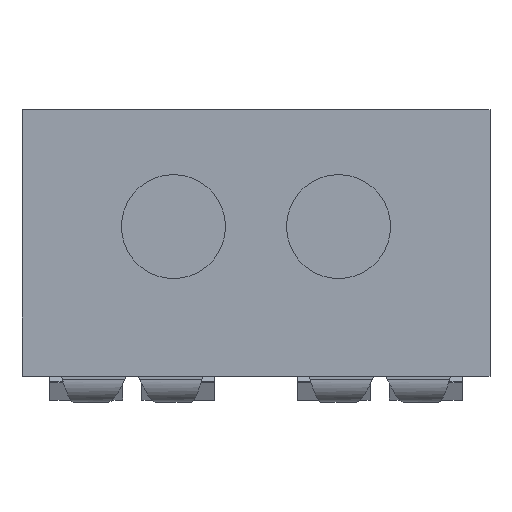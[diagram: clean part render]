
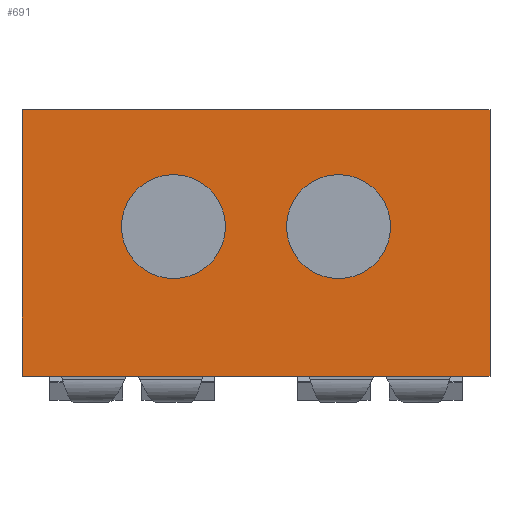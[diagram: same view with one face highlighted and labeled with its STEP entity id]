
A CAD part, top view. The second image highlights one B-rep face of the part: STEP entity #691.
In plain terms, the highlighted planar face has unit normal (0, 0, 1).
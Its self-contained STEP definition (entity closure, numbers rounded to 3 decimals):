
#63 = AXIS2_PLACEMENT_3D ( 'NONE', #1655, #1654, #1652 ) ;
#157 = VECTOR ( 'NONE', #2901, 1000. ) ;
#198 = CIRCLE ( 'NONE', #199, 0.8 ) ;
#199 = AXIS2_PLACEMENT_3D ( 'NONE', #2589, #2588, #2587 ) ;
#234 = VECTOR ( 'NONE', #2416, 1000. ) ;
#235 = CIRCLE ( 'NONE', #237, 0.8 ) ;
#237 = AXIS2_PLACEMENT_3D ( 'NONE', #2446, #2445, #2444 ) ;
#249 = CIRCLE ( 'NONE', #251, 0.8 ) ;
#251 = AXIS2_PLACEMENT_3D ( 'NONE', #2401, #2400, #2398 ) ;
#257 = VECTOR ( 'NONE', #2341, 1000. ) ;
#261 = VECTOR ( 'NONE', #2336, 1000. ) ;
#309 = DIRECTION ( 'NONE',  ( 0., 0., -1. ) ) ;
#310 = DIRECTION ( 'NONE',  ( -1., 0., 0. ) ) ;
#363 = CARTESIAN_POINT ( 'NONE',  ( -1.27, 2.55, 0.9 ) ) ;
#591 = EDGE_CURVE ( 'NONE', #4902, #4636, #4057, .T. ) ;
#691 = ADVANCED_FACE ( 'NONE', ( #1667, #1686, #2046 ), #1665, .F. ) ;
#729 = EDGE_CURVE ( 'NONE', #3206, #3198, #2201, .T. ) ;
#807 = EDGE_CURVE ( 'NONE', #4911, #3261, #198, .T. ) ;
#844 = EDGE_CURVE ( 'NONE', #3261, #4911, #235, .T. ) ;
#852 = EDGE_CURVE ( 'NONE', #3198, #3214, #2422, .T. ) ;
#856 = EDGE_CURVE ( 'NONE', #4636, #4902, #249, .T. ) ;
#869 = EDGE_CURVE ( 'NONE', #4901, #3214, #2366, .T. ) ;
#870 = EDGE_CURVE ( 'NONE', #3206, #4901, #2340, .T. ) ;
#1190 = CARTESIAN_POINT ( 'NONE',  ( -1.27, 1.75, 0.9 ) ) ;
#1191 = CARTESIAN_POINT ( 'NONE',  ( 3.6, 4.35, 0.9 ) ) ;
#1203 = CARTESIAN_POINT ( 'NONE',  ( 1.27, 1.75, 0.9 ) ) ;
#1229 = CARTESIAN_POINT ( 'NONE',  ( -3.6, 4.35, 0.9 ) ) ;
#1242 = CARTESIAN_POINT ( 'NONE',  ( 3.6, 0.25, 0.9 ) ) ;
#1267 = CARTESIAN_POINT ( 'NONE',  ( 1.27, 3.35, 0.9 ) ) ;
#1277 = CARTESIAN_POINT ( 'NONE',  ( -1.27, 3.35, 0.9 ) ) ;
#1414 = CARTESIAN_POINT ( 'NONE',  ( -3.6, 0.25, 0.9 ) ) ;
#1652 = DIRECTION ( 'NONE',  ( -1., 0., 0. ) ) ;
#1654 = DIRECTION ( 'NONE',  ( 0., 0., -1. ) ) ;
#1655 = CARTESIAN_POINT ( 'NONE',  ( 3.6, 4.35, 0.9 ) ) ;
#1665 = PLANE ( 'NONE',  #63 ) ;
#1667 = FACE_BOUND ( 'NONE', #3440, .T. ) ;
#1686 = FACE_OUTER_BOUND ( 'NONE', #3308, .T. ) ;
#2046 = FACE_BOUND ( 'NONE', #3314, .T. ) ;
#2201 = LINE ( 'NONE', #2902, #157 ) ;
#2336 = DIRECTION ( 'NONE',  ( 1., 0., 0. ) ) ;
#2338 = CARTESIAN_POINT ( 'NONE',  ( 3.6, 4.35, 0.9 ) ) ;
#2340 = LINE ( 'NONE', #2338, #261 ) ;
#2341 = DIRECTION ( 'NONE',  ( 0., -1., 0. ) ) ;
#2342 = CARTESIAN_POINT ( 'NONE',  ( 3.6, 4.35, 0.9 ) ) ;
#2366 = LINE ( 'NONE', #2342, #257 ) ;
#2398 = DIRECTION ( 'NONE',  ( -1., 0., 0. ) ) ;
#2400 = DIRECTION ( 'NONE',  ( 0., 0., -1. ) ) ;
#2401 = CARTESIAN_POINT ( 'NONE',  ( -1.27, 2.55, 0.9 ) ) ;
#2416 = DIRECTION ( 'NONE',  ( 1., 0., 0. ) ) ;
#2422 = LINE ( 'NONE', #2431, #234 ) ;
#2431 = CARTESIAN_POINT ( 'NONE',  ( 3.6, 0.25, 0.9 ) ) ;
#2444 = DIRECTION ( 'NONE',  ( -1., 0., 0. ) ) ;
#2445 = DIRECTION ( 'NONE',  ( 0., 0., -1. ) ) ;
#2446 = CARTESIAN_POINT ( 'NONE',  ( 1.27, 2.55, 0.9 ) ) ;
#2587 = DIRECTION ( 'NONE',  ( -1., 0., 0. ) ) ;
#2588 = DIRECTION ( 'NONE',  ( 0., 0., -1. ) ) ;
#2589 = CARTESIAN_POINT ( 'NONE',  ( 1.27, 2.55, 0.9 ) ) ;
#2901 = DIRECTION ( 'NONE',  ( 0., -1., 0. ) ) ;
#2902 = CARTESIAN_POINT ( 'NONE',  ( -3.6, 4.35, 0.9 ) ) ;
#3198 = VERTEX_POINT ( 'NONE', #1414 ) ;
#3206 = VERTEX_POINT ( 'NONE', #1229 ) ;
#3214 = VERTEX_POINT ( 'NONE', #1242 ) ;
#3261 = VERTEX_POINT ( 'NONE', #1267 ) ;
#3308 = EDGE_LOOP ( 'NONE', ( #3640, #3626, #3520, #3622 ) ) ;
#3314 = EDGE_LOOP ( 'NONE', ( #3471, #3505 ) ) ;
#3440 = EDGE_LOOP ( 'NONE', ( #3662, #3639 ) ) ;
#3471 = ORIENTED_EDGE ( 'NONE', *, *, #807, .T. ) ;
#3505 = ORIENTED_EDGE ( 'NONE', *, *, #844, .T. ) ;
#3520 = ORIENTED_EDGE ( 'NONE', *, *, #870, .F. ) ;
#3622 = ORIENTED_EDGE ( 'NONE', *, *, #729, .T. ) ;
#3626 = ORIENTED_EDGE ( 'NONE', *, *, #869, .F. ) ;
#3639 = ORIENTED_EDGE ( 'NONE', *, *, #856, .T. ) ;
#3640 = ORIENTED_EDGE ( 'NONE', *, *, #852, .T. ) ;
#3662 = ORIENTED_EDGE ( 'NONE', *, *, #591, .T. ) ;
#4057 = CIRCLE ( 'NONE', #4060, 0.8 ) ;
#4060 = AXIS2_PLACEMENT_3D ( 'NONE', #363, #309, #310 ) ;
#4636 = VERTEX_POINT ( 'NONE', #1277 ) ;
#4901 = VERTEX_POINT ( 'NONE', #1191 ) ;
#4902 = VERTEX_POINT ( 'NONE', #1190 ) ;
#4911 = VERTEX_POINT ( 'NONE', #1203 ) ;
